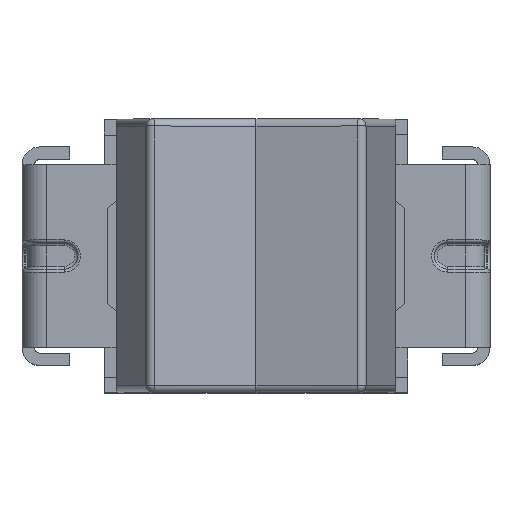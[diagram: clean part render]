
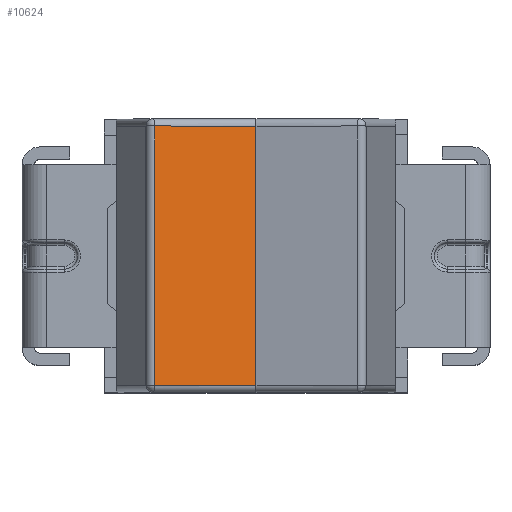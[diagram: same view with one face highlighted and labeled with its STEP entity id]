
A CAD part, top view. The second image highlights one B-rep face of the part: STEP entity #10624.
In plain terms, the highlighted planar face has unit normal (0.216, 0, 0.976).
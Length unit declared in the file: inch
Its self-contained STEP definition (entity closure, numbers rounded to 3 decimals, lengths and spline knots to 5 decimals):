
#393=PLANE('',#11661);
#997=FACE_OUTER_BOUND('',#1623,.T.);
#1623=EDGE_LOOP('',(#9432,#9433,#9434,#9435));
#3029=LINE('',#17588,#4145);
#3032=LINE('',#17596,#4148);
#3035=LINE('',#17602,#4151);
#3046=LINE('',#17625,#4162);
#4145=VECTOR('',#14451,0.3937);
#4148=VECTOR('',#14460,0.3937);
#4151=VECTOR('',#14467,0.3937);
#4162=VECTOR('',#14496,0.3937);
#5173=VERTEX_POINT('',#17567);
#5177=VERTEX_POINT('',#17576);
#5179=VERTEX_POINT('',#17581);
#5182=VERTEX_POINT('',#17595);
#6617=EDGE_CURVE('',#5179,#5177,#3029,.T.);
#6621=EDGE_CURVE('',#5182,#5179,#3032,.T.);
#6625=EDGE_CURVE('',#5177,#5173,#3035,.T.);
#6639=EDGE_CURVE('',#5182,#5173,#3046,.T.);
#9432=ORIENTED_EDGE('',*,*,#6625,.F.);
#9433=ORIENTED_EDGE('',*,*,#6617,.F.);
#9434=ORIENTED_EDGE('',*,*,#6621,.F.);
#9435=ORIENTED_EDGE('',*,*,#6639,.T.);
#10624=ADVANCED_FACE('',(#997),#393,.T.);
#11661=AXIS2_PLACEMENT_3D('',#17624,#14494,#14495);
#14451=DIRECTION('',(0.,1.,0.));
#14460=DIRECTION('',(-0.976,0.,0.216));
#14467=DIRECTION('',(0.976,0.,-0.216));
#14494=DIRECTION('center_axis',(0.216,0.,
0.976));
#14495=DIRECTION('ref_axis',(0.,1.,0.));
#14496=DIRECTION('',(0.,1.,0.));
#17567=CARTESIAN_POINT('',(0.,0.21319,0.79108));
#17576=CARTESIAN_POINT('',(-0.1669,0.21319,0.82808));
#17581=CARTESIAN_POINT('',(-0.1669,-0.21319,0.82808));
#17588=CARTESIAN_POINT('',(-0.1669,0.,0.82808));
#17595=CARTESIAN_POINT('',(0.,-0.21319,0.79108));
#17596=CARTESIAN_POINT('',(0.06417,-0.21319,0.77686));
#17602=CARTESIAN_POINT('',(0.06417,0.21319,0.77686));
#17624=CARTESIAN_POINT('Origin',(0.,0.,
0.79108));
#17625=CARTESIAN_POINT('',(0.,0.,0.79108));
